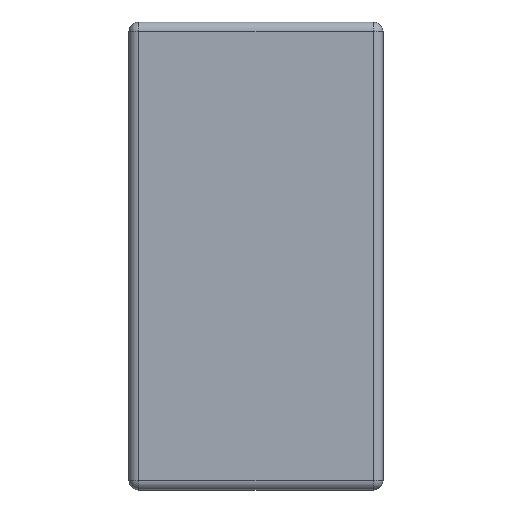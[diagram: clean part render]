
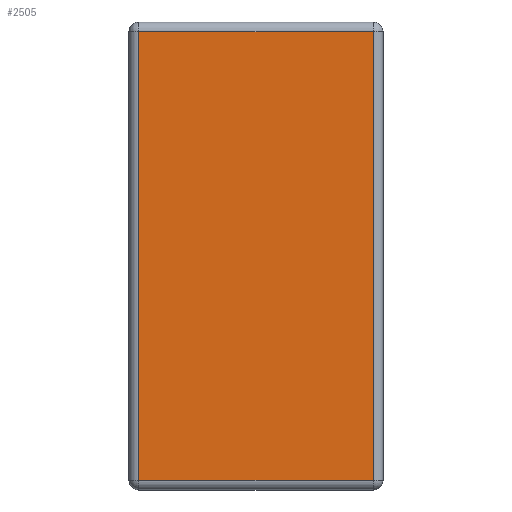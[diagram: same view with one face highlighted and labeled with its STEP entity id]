
A CAD part, left-side view. The second image highlights one B-rep face of the part: STEP entity #2505.
In plain terms, the highlighted planar face has unit normal (-1, 0, 0).
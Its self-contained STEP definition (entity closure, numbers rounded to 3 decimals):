
#73 = CARTESIAN_POINT ( 'NONE',  ( 0., 1.827, -0.073 ) ) ;
#170 = DIRECTION ( 'NONE',  ( 0., 0., 1. ) ) ;
#203 = CARTESIAN_POINT ( 'NONE',  ( 0., 0.073, -0.073 ) ) ;
#239 = DIRECTION ( 'NONE',  ( 0., 1., 0. ) ) ;
#557 = CARTESIAN_POINT ( 'NONE',  ( 0., 1.827, -3.427 ) ) ;
#692 = ORIENTED_EDGE ( 'NONE', *, *, #4543, .T. ) ;
#934 = LINE ( 'NONE', #2395, #3051 ) ;
#1073 = VECTOR ( 'NONE', #4476, 1000. ) ;
#1110 = ORIENTED_EDGE ( 'NONE', *, *, #3152, .T. ) ;
#1167 = VERTEX_POINT ( 'NONE', #557 ) ;
#1226 = DIRECTION ( 'NONE',  ( -1., 0., 0. ) ) ;
#1343 = DIRECTION ( 'NONE',  ( 0., -1., 0. ) ) ;
#1417 = VERTEX_POINT ( 'NONE', #3775 ) ;
#1515 = EDGE_CURVE ( 'NONE', #1167, #1417, #934, .T. ) ;
#1596 = LINE ( 'NONE', #2335, #2733 ) ;
#1699 = CARTESIAN_POINT ( 'NONE',  ( 0., 1.9, -0.073 ) ) ;
#2335 = CARTESIAN_POINT ( 'NONE',  ( 0., 0.073, 0. ) ) ;
#2371 = CARTESIAN_POINT ( 'NONE',  ( 0., 0., 0. ) ) ;
#2395 = CARTESIAN_POINT ( 'NONE',  ( 0., 0., -3.427 ) ) ;
#2487 = LINE ( 'NONE', #1699, #2926 ) ;
#2505 = ADVANCED_FACE ( 'NONE', ( #3363 ), #3119, .T. ) ;
#2696 = LINE ( 'NONE', #3043, #1073 ) ;
#2733 = VECTOR ( 'NONE', #170, 1000. ) ;
#2926 = VECTOR ( 'NONE', #239, 1000. ) ;
#3043 = CARTESIAN_POINT ( 'NONE',  ( 0., 1.827, -3.5 ) ) ;
#3051 = VECTOR ( 'NONE', #1343, 1000. ) ;
#3058 = ORIENTED_EDGE ( 'NONE', *, *, #3974, .T. ) ;
#3119 = PLANE ( 'NONE',  #3356 ) ;
#3152 = EDGE_CURVE ( 'NONE', #3483, #3375, #2487, .T. ) ;
#3356 = AXIS2_PLACEMENT_3D ( 'NONE', #2371, #1226, #4073 ) ;
#3363 = FACE_OUTER_BOUND ( 'NONE', #3420, .T. ) ;
#3375 = VERTEX_POINT ( 'NONE', #73 ) ;
#3420 = EDGE_LOOP ( 'NONE', ( #4032, #692, #1110, #3058 ) ) ;
#3483 = VERTEX_POINT ( 'NONE', #203 ) ;
#3775 = CARTESIAN_POINT ( 'NONE',  ( 0., 0.073, -3.427 ) ) ;
#3974 = EDGE_CURVE ( 'NONE', #3375, #1167, #2696, .T. ) ;
#4032 = ORIENTED_EDGE ( 'NONE', *, *, #1515, .T. ) ;
#4073 = DIRECTION ( 'NONE',  ( 0., 0., 1. ) ) ;
#4476 = DIRECTION ( 'NONE',  ( 0., 0., -1. ) ) ;
#4543 = EDGE_CURVE ( 'NONE', #1417, #3483, #1596, .T. ) ;
